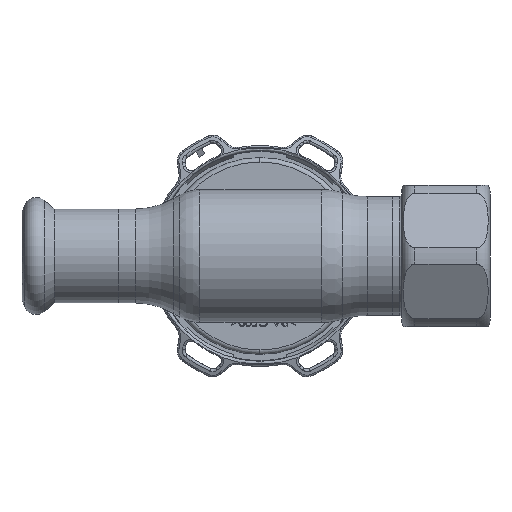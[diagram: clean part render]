
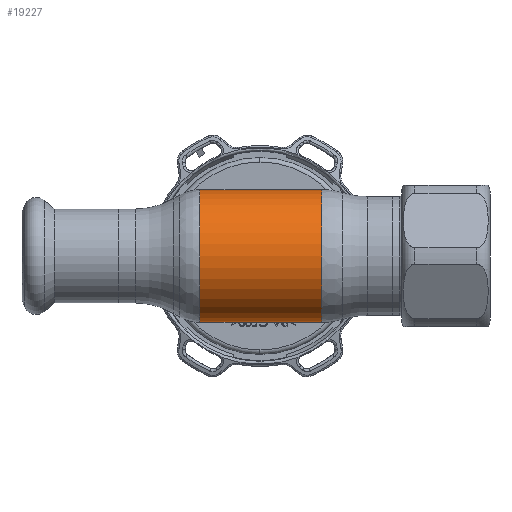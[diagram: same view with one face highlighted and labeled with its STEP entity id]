
A CAD part, front view. The second image highlights one B-rep face of the part: STEP entity #19227.
In plain terms, the highlighted cylindrical face has radius 15 mm (diameter 30 mm), a partial arc.
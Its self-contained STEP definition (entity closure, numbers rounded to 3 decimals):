
#590 = VECTOR ( 'NONE', #12112, 1000. ) ;
#623 = VERTEX_POINT ( 'NONE', #22345 ) ;
#2918 = VERTEX_POINT ( 'NONE', #35997 ) ;
#3316 = EDGE_LOOP ( 'NONE', ( #34468, #24405, #32632, #27711 ) ) ;
#4642 = VECTOR ( 'NONE', #5450, 1000. ) ;
#4714 = LINE ( 'NONE', #15886, #4642 ) ;
#5450 = DIRECTION ( 'NONE',  ( -1., 0., 0. ) ) ;
#9716 = LINE ( 'NONE', #25806, #590 ) ;
#10411 = CARTESIAN_POINT ( 'NONE',  ( -13.588, 0., 0. ) ) ;
#11330 = EDGE_CURVE ( 'NONE', #30182, #32415, #9716, .T. ) ;
#11335 = EDGE_CURVE ( 'NONE', #2918, #30182, #33896, .T. ) ;
#12112 = DIRECTION ( 'NONE',  ( -1., 0., 0. ) ) ;
#12356 = AXIS2_PLACEMENT_3D ( 'NONE', #14994, #34183, #20844 ) ;
#12590 = AXIS2_PLACEMENT_3D ( 'NONE', #24205, #36001, #35326 ) ;
#13986 = CARTESIAN_POINT ( 'NONE',  ( 13.909, 0., 15. ) ) ;
#14994 = CARTESIAN_POINT ( 'NONE',  ( 13.909, 0., 0. ) ) ;
#15886 = CARTESIAN_POINT ( 'NONE',  ( -62.69, 0., -15. ) ) ;
#16817 = CYLINDRICAL_SURFACE ( 'NONE', #12590, 15. ) ;
#18235 = DIRECTION ( 'NONE',  ( 0., 0., 1. ) ) ;
#18377 = CIRCLE ( 'NONE', #18978, 15. ) ;
#18978 = AXIS2_PLACEMENT_3D ( 'NONE', #10411, #23556, #18235 ) ;
#19227 = ADVANCED_FACE ( 'NONE', ( #32576 ), #16817, .T. ) ;
#19361 = EDGE_CURVE ( 'NONE', #623, #32415, #18377, .T. ) ;
#19782 = CARTESIAN_POINT ( 'NONE',  ( -13.588, 0., 15. ) ) ;
#20844 = DIRECTION ( 'NONE',  ( 0., 0., 1. ) ) ;
#22345 = CARTESIAN_POINT ( 'NONE',  ( -13.588, 0., -15. ) ) ;
#23225 = EDGE_CURVE ( 'NONE', #2918, #623, #4714, .T. ) ;
#23556 = DIRECTION ( 'NONE',  ( -1., 0., 0. ) ) ;
#24205 = CARTESIAN_POINT ( 'NONE',  ( -62.69, 0., 0. ) ) ;
#24405 = ORIENTED_EDGE ( 'NONE', *, *, #11335, .T. ) ;
#25806 = CARTESIAN_POINT ( 'NONE',  ( -62.69, 0., 15. ) ) ;
#27711 = ORIENTED_EDGE ( 'NONE', *, *, #19361, .F. ) ;
#30182 = VERTEX_POINT ( 'NONE', #13986 ) ;
#32415 = VERTEX_POINT ( 'NONE', #19782 ) ;
#32576 = FACE_OUTER_BOUND ( 'NONE', #3316, .T. ) ;
#32632 = ORIENTED_EDGE ( 'NONE', *, *, #11330, .T. ) ;
#33896 = CIRCLE ( 'NONE', #12356, 15. ) ;
#34183 = DIRECTION ( 'NONE',  ( -1., 0., 0. ) ) ;
#34468 = ORIENTED_EDGE ( 'NONE', *, *, #23225, .F. ) ;
#35326 = DIRECTION ( 'NONE',  ( 0., 0., 1. ) ) ;
#35997 = CARTESIAN_POINT ( 'NONE',  ( 13.909, 0., -15. ) ) ;
#36001 = DIRECTION ( 'NONE',  ( -1., 0., 0. ) ) ;
